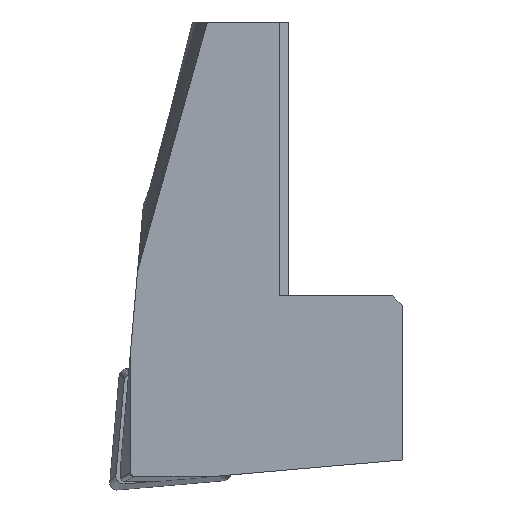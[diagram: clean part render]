
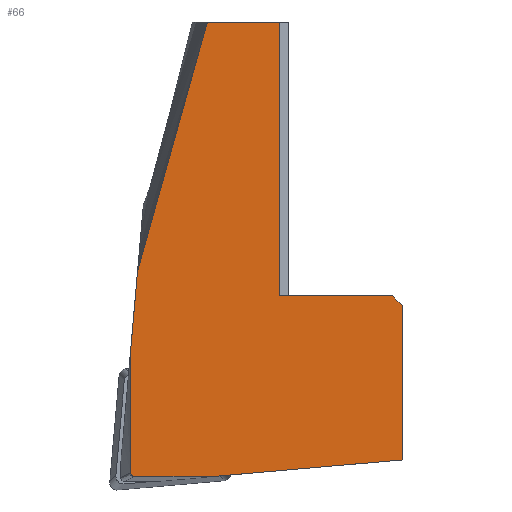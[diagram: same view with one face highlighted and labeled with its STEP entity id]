
A CAD part, front view. The second image highlights one B-rep face of the part: STEP entity #66.
In plain terms, the highlighted planar face has unit normal (0, -1, 0).
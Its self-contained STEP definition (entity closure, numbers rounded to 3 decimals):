
#66=ADVANCED_FACE('',(#121),#97,.F.);
#97=PLANE('',#650);
#121=FACE_OUTER_BOUND('',#152,.T.);
#152=EDGE_LOOP('',(#202,#203,#204,#205,#206,#207,#208,#209,#210,#211,#212));
#183=B_SPLINE_CURVE_WITH_KNOTS('',3,(#907,#908,#909,#910,#911,#912,#913,
#914),.UNSPECIFIED.,.F.,.F.,(4,1,1,1,1,4),(0.,0.2,0.4,0.6,0.8,1.),
 .UNSPECIFIED.);
#184=B_SPLINE_CURVE_WITH_KNOTS('',3,(#920,#921,#922,#923,#924,#925,#926,
#927,#928,#929,#930,#931,#932,#933,#934,#935,#936,#937),.UNSPECIFIED.,.F.,
 .F.,(4,1,1,1,1,1,1,1,1,1,1,1,1,1,1,4),(0.,0.067,0.133,
0.2,0.267,0.333,0.4,0.467,0.533,
0.6,0.667,0.733,0.8,0.867,0.933,
1.),.UNSPECIFIED.);
#202=ORIENTED_EDGE('',*,*,#423,.T.);
#203=ORIENTED_EDGE('',*,*,#424,.F.);
#204=ORIENTED_EDGE('',*,*,#425,.F.);
#205=ORIENTED_EDGE('',*,*,#426,.F.);
#206=ORIENTED_EDGE('',*,*,#427,.T.);
#207=ORIENTED_EDGE('',*,*,#428,.F.);
#208=ORIENTED_EDGE('',*,*,#429,.F.);
#209=ORIENTED_EDGE('',*,*,#414,.F.);
#210=ORIENTED_EDGE('',*,*,#430,.T.);
#211=ORIENTED_EDGE('',*,*,#431,.T.);
#212=ORIENTED_EDGE('',*,*,#432,.T.);
#358=VERTEX_POINT('',#845);
#359=VERTEX_POINT('',#847);
#366=VERTEX_POINT('',#901);
#367=VERTEX_POINT('',#902);
#368=VERTEX_POINT('',#904);
#369=VERTEX_POINT('',#906);
#370=VERTEX_POINT('',#915);
#371=VERTEX_POINT('',#917);
#372=VERTEX_POINT('',#919);
#373=VERTEX_POINT('',#939);
#374=VERTEX_POINT('',#941);
#414=EDGE_CURVE('',#358,#359,#497,.T.);
#423=EDGE_CURVE('',#366,#367,#504,.T.);
#424=EDGE_CURVE('',#368,#367,#505,.T.);
#425=EDGE_CURVE('',#369,#368,#506,.T.);
#426=EDGE_CURVE('',#370,#369,#183,.T.);
#427=EDGE_CURVE('',#370,#371,#507,.T.);
#428=EDGE_CURVE('',#372,#371,#508,.T.);
#429=EDGE_CURVE('',#359,#372,#184,.T.);
#430=EDGE_CURVE('',#358,#373,#509,.T.);
#431=EDGE_CURVE('',#373,#374,#510,.T.);
#432=EDGE_CURVE('',#374,#366,#511,.T.);
#497=LINE('',#846,#560);
#504=LINE('',#900,#567);
#505=LINE('',#903,#568);
#506=LINE('',#905,#569);
#507=LINE('',#916,#570);
#508=LINE('',#918,#571);
#509=LINE('',#938,#572);
#510=LINE('',#940,#573);
#511=LINE('',#942,#574);
#560=VECTOR('',#697,1.);
#567=VECTOR('',#708,1.);
#568=VECTOR('',#709,1.);
#569=VECTOR('',#710,1.);
#570=VECTOR('',#711,1.);
#571=VECTOR('',#712,1.);
#572=VECTOR('',#713,1.);
#573=VECTOR('',#714,1.);
#574=VECTOR('',#715,1.);
#650=AXIS2_PLACEMENT_3D('',#943,#716,#717);
#697=DIRECTION('',(-1.,0.,0.));
#708=DIRECTION('',(-1.,0.,0.));
#709=DIRECTION('',(0.,0.,-1.));
#710=DIRECTION('',(1.,0.,0.));
#711=DIRECTION('',(-0.087,0.,-0.996));
#712=DIRECTION('',(0.,0.,1.));
#713=DIRECTION('',(0.996,0.,0.087));
#714=DIRECTION('',(0.,0.,1.));
#715=DIRECTION('',(-0.707,0.,0.707));
#716=DIRECTION('',(0.,1.,0.));
#717=DIRECTION('',(0.,0.,1.));
#845=CARTESIAN_POINT('',(-4.,-5.,-9.563));
#846=CARTESIAN_POINT('',(-4.,-5.,-9.563));
#847=CARTESIAN_POINT('',(-8.163,-5.,-9.563));
#900=CARTESIAN_POINT('',(5.5,-5.,0.));
#901=CARTESIAN_POINT('',(5.5,-5.,0.));
#902=CARTESIAN_POINT('',(-0.5,-5.,0.));
#903=CARTESIAN_POINT('',(-0.5,-5.,14.5));
#904=CARTESIAN_POINT('',(-0.5,-5.,14.5));
#905=CARTESIAN_POINT('',(-4.319,-5.,14.5));
#906=CARTESIAN_POINT('',(-4.319,-5.,14.5));
#907=CARTESIAN_POINT('',(-8.014,-5.,1.266));
#908=CARTESIAN_POINT('',(-7.729,-5.,2.295));
#909=CARTESIAN_POINT('',(-7.175,-5.,4.292));
#910=CARTESIAN_POINT('',(-6.395,-5.,7.094));
#911=CARTESIAN_POINT('',(-5.66,-5.,9.725));
#912=CARTESIAN_POINT('',(-4.968,-5.,12.197));
#913=CARTESIAN_POINT('',(-4.531,-5.,13.749));
#914=CARTESIAN_POINT('',(-4.319,-5.,14.5));
#915=CARTESIAN_POINT('',(-8.014,-5.,1.266));
#916=CARTESIAN_POINT('',(-8.014,-5.,1.266));
#917=CARTESIAN_POINT('',(-8.365,-5.,-2.741));
#918=CARTESIAN_POINT('',(-8.365,-5.,-9.366));
#919=CARTESIAN_POINT('',(-8.365,-5.,-9.366));
#920=CARTESIAN_POINT('',(-8.163,-5.,-9.563));
#921=CARTESIAN_POINT('',(-8.17,-5.,-9.563));
#922=CARTESIAN_POINT('',(-8.185,-5.,-9.562));
#923=CARTESIAN_POINT('',(-8.206,-5.,-9.558));
#924=CARTESIAN_POINT('',(-8.227,-5.,-9.553));
#925=CARTESIAN_POINT('',(-8.247,-5.,-9.545));
#926=CARTESIAN_POINT('',(-8.266,-5.,-9.536));
#927=CARTESIAN_POINT('',(-8.284,-5.,-9.525));
#928=CARTESIAN_POINT('',(-8.3,-5.,-9.512));
#929=CARTESIAN_POINT('',(-8.314,-5.,-9.497));
#930=CARTESIAN_POINT('',(-8.328,-5.,-9.481));
#931=CARTESIAN_POINT('',(-8.339,-5.,-9.464));
#932=CARTESIAN_POINT('',(-8.348,-5.,-9.446));
#933=CARTESIAN_POINT('',(-8.356,-5.,-9.427));
#934=CARTESIAN_POINT('',(-8.361,-5.,-9.407));
#935=CARTESIAN_POINT('',(-8.364,-5.,-9.387));
#936=CARTESIAN_POINT('',(-8.365,-5.,-9.373));
#937=CARTESIAN_POINT('',(-8.365,-5.,-9.366));
#938=CARTESIAN_POINT('',(-4.,-5.,-9.563));
#939=CARTESIAN_POINT('',(6.,-5.,-8.688));
#940=CARTESIAN_POINT('',(6.,-5.,-8.688));
#941=CARTESIAN_POINT('',(6.,-5.,-0.5));
#942=CARTESIAN_POINT('',(6.,-5.,-0.5));
#943=CARTESIAN_POINT('',(-11.072,-5.,-10.));
